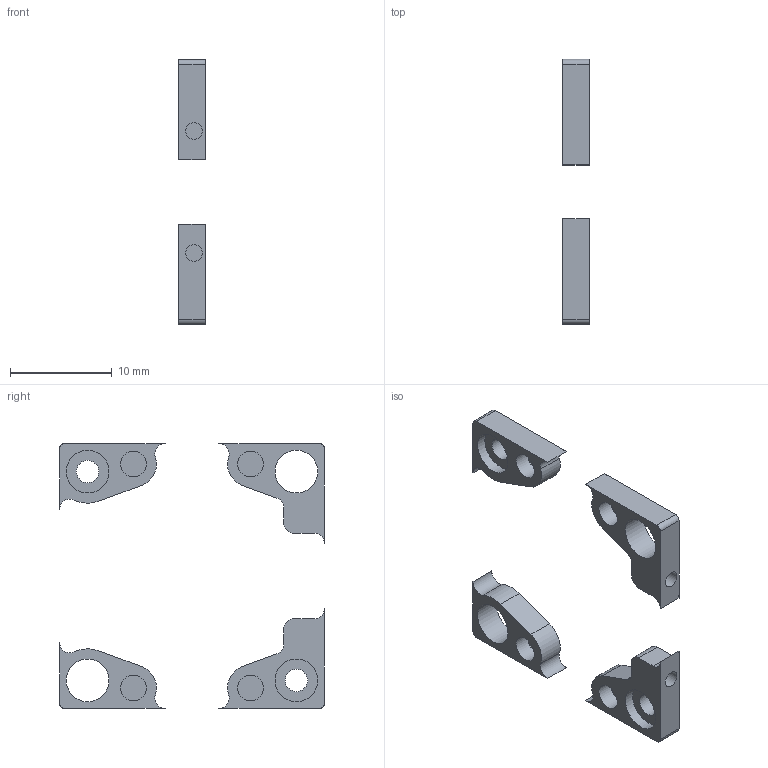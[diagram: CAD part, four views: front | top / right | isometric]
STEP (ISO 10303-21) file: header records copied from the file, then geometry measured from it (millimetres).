
FILE_DESCRIPTION(/* description */ (''),/* implementation_level */ '2;1');
FILE_NAME(/* name */ 'PCB-Power-Clearance.step',/* time_stamp */ '2022-08-13T18:02:39-04:00',/* author */ (''),/* organization */ (''),/* preprocessor_version */ 'ST-DEVELOPER v19',/* originating_system */ 'Autodesk Translation Framework v11.7.0.108',/* authorisation */ '');
FILE_SCHEMA (('AUTOMOTIVE_DESIGN { 1 0 10303 214 3 1 1 }'));
Length unit declared in the file: millimetre
Products named in the file (1): FusionComponent
Bounding box: 2.6 x 26 x 26 mm (x, y, z)
Volume: 403.8 mm3; surface area: 910.8 mm2
Topology: 4 solids, 4 shells, 66 faces, 150 edges, 100 vertices
Faces by surface type: cylinder 34, plane 32
Full cylindrical faces by diameter (mm): 1.623 x2, 2.2 x2, 2.529 x4, 4.2 x4
Entity records: 1935 total; most frequent: DIRECTION 352, CARTESIAN_POINT 317, ORIENTED_EDGE 300, EDGE_CURVE 150, AXIS2_PLACEMENT_3D 135, VERTEX_POINT 100, EDGE_LOOP 82, LINE 82
